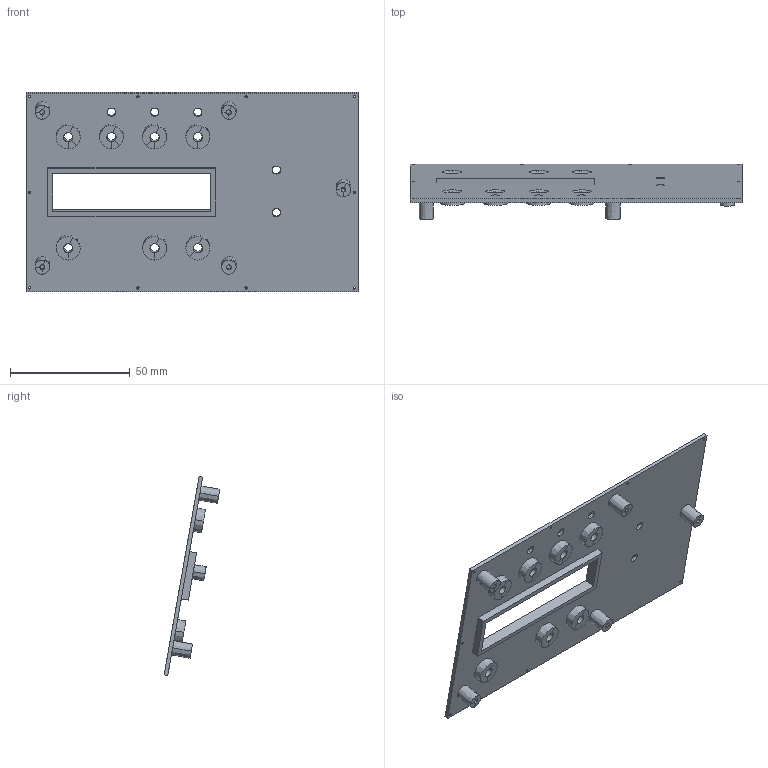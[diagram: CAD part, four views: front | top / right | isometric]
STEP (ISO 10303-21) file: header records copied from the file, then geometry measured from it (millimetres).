
FILE_DESCRIPTION(('CATIA V6 STEP','CAx-IF Rec.Pracs.--- Model Styling and Organization---1.2---2011-12-15'),'2;1');
FILE_NAME('Facade.stp','2020-08-02T15:53:41+00:00',('NewPDM'),('Renault'),'CATIA Unofficial Packaging Version','DASSAULT SYSTEMES CATIA V6 STEP AP214','none');
FILE_SCHEMA(('AUTOMOTIVE_DESIGN { 1 0 10303 214 1 1 1 1 }'));
Length unit declared in the file: millimetre
Products named in the file (1): OCIM07AJPD
Bounding box: 138.34 x 23.19 x 82.94 mm (x, y, z)
Surface area: 24963.7 mm2 (no closed solid volume)
Topology: 0 solids, 1 shells, 148 faces, 453 edges, 311 vertices
Faces by surface type: bspline 62, extrusion 48, cylinder 20, plane 18
Entity records: 8500 total; most frequent: CARTESIAN_POINT 5260, ORIENTED_EDGE 892, EDGE_CURVE 453, B_SPLINE_CURVE_WITH_KNOTS 410, VERTEX_POINT 311, EDGE_LOOP 201, DIRECTION 197, ADVANCED_FACE 148
